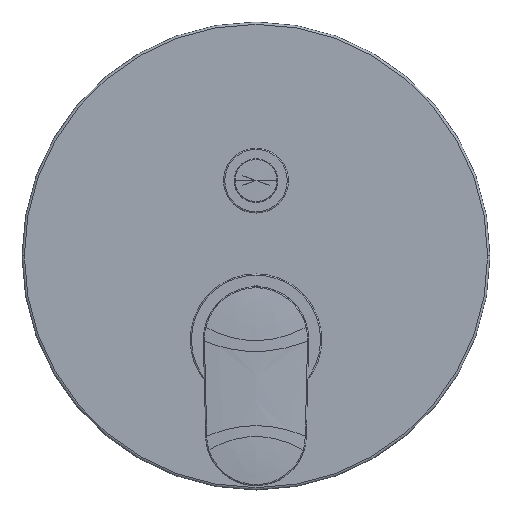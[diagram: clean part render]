
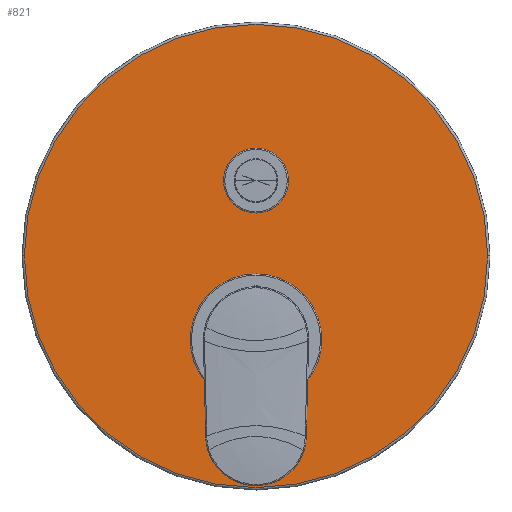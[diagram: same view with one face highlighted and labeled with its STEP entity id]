
A CAD part, top view. The second image highlights one B-rep face of the part: STEP entity #821.
In plain terms, the highlighted planar face has unit normal (0, 0, 1).
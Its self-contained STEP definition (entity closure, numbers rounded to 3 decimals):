
#37=CARTESIAN_POINT('',(0.,35.8,47.2));
#38=DIRECTION('',(0.,0.,1.));
#39=DIRECTION('',(1.,0.,0.));
#40=AXIS2_PLACEMENT_3D('',#37,#38,#39);
#42=CARTESIAN_POINT('',(0.,35.8,47.2));
#43=DIRECTION('',(0.,0.,1.));
#44=DIRECTION('',(-1.,0.,0.));
#45=AXIS2_PLACEMENT_3D('',#42,#43,#44);
#47=CARTESIAN_POINT('',(0.,0.,47.2));
#48=DIRECTION('',(0.,0.,-1.));
#49=DIRECTION('',(-1.,0.,0.));
#50=AXIS2_PLACEMENT_3D('',#47,#48,#49);
#52=CARTESIAN_POINT('',(0.,0.,47.2));
#53=DIRECTION('',(0.,0.,-1.));
#54=DIRECTION('',(1.,0.,0.));
#55=AXIS2_PLACEMENT_3D('',#52,#53,#54);
#57=CARTESIAN_POINT('',(0.,68.,47.2));
#58=DIRECTION('',(0.,0.,-1.));
#59=DIRECTION('',(-1.,0.,0.));
#60=AXIS2_PLACEMENT_3D('',#57,#58,#59);
#62=CARTESIAN_POINT('',(0.,68.,47.2));
#63=DIRECTION('',(0.,0.,-1.));
#64=DIRECTION('',(1.,0.,0.));
#65=AXIS2_PLACEMENT_3D('',#62,#63,#64);
#720=CARTESIAN_POINT('',(99.,35.8,47.2));
#721=CARTESIAN_POINT('',(-99.,35.8,47.2));
#722=VERTEX_POINT('',#720);
#723=VERTEX_POINT('',#721);
#740=CARTESIAN_POINT('',(-27.6,0.,47.2));
#741=CARTESIAN_POINT('',(27.6,0.,47.2));
#742=VERTEX_POINT('',#740);
#743=VERTEX_POINT('',#741);
#756=CARTESIAN_POINT('',(-13.35,68.,47.2));
#757=CARTESIAN_POINT('',(13.35,68.,47.2));
#758=VERTEX_POINT('',#756);
#759=VERTEX_POINT('',#757);
#799=CARTESIAN_POINT('',(0.,35.8,47.2));
#800=DIRECTION('',(0.,0.,-1.));
#801=DIRECTION('',(-1.,0.,0.));
#802=AXIS2_PLACEMENT_3D('',#799,#800,#801);
#803=PLANE('',#802);
#805=ORIENTED_EDGE('',*,*,#804,.F.);
#806=ORIENTED_EDGE('',*,*,#781,.F.);
#807=EDGE_LOOP('',(#805,#806));
#808=FACE_OUTER_BOUND('',#807,.F.);
#810=ORIENTED_EDGE('',*,*,#809,.F.);
#812=ORIENTED_EDGE('',*,*,#811,.F.);
#813=EDGE_LOOP('',(#810,#812));
#814=FACE_BOUND('',#813,.F.);
#816=ORIENTED_EDGE('',*,*,#815,.F.);
#818=ORIENTED_EDGE('',*,*,#817,.F.);
#819=EDGE_LOOP('',(#816,#818));
#820=FACE_BOUND('',#819,.F.);
#821=ADVANCED_FACE('',(#808,#814,#820),#803,.F.);
#41=CIRCLE('',#40,99.);
#46=CIRCLE('',#45,99.);
#51=CIRCLE('',#50,27.6);
#56=CIRCLE('',#55,27.6);
#61=CIRCLE('',#60,13.35);
#66=CIRCLE('',#65,13.35);
#781=EDGE_CURVE('',#723,#722,#46,.T.);
#804=EDGE_CURVE('',#722,#723,#41,.T.);
#809=EDGE_CURVE('',#742,#743,#51,.T.);
#811=EDGE_CURVE('',#743,#742,#56,.T.);
#815=EDGE_CURVE('',#758,#759,#61,.T.);
#817=EDGE_CURVE('',#759,#758,#66,.T.);
